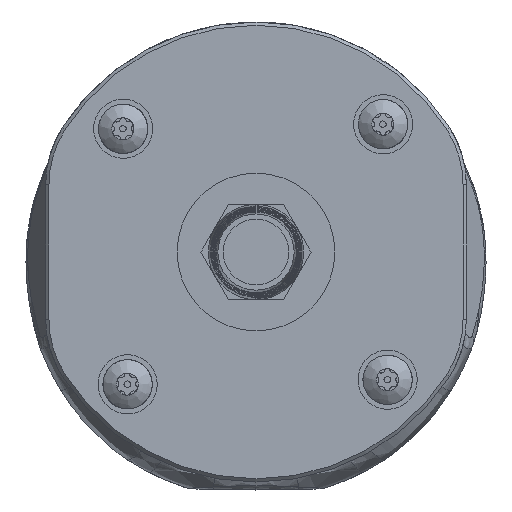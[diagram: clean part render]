
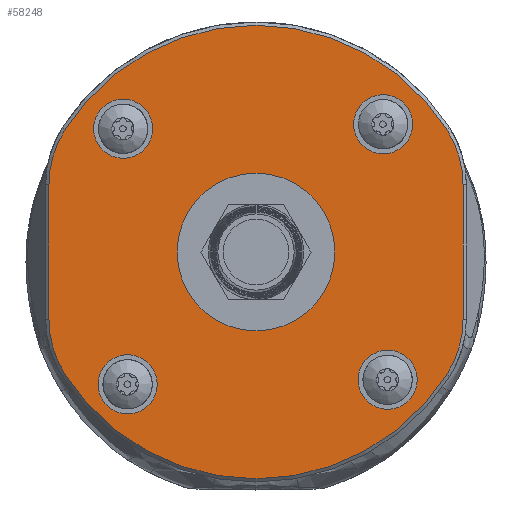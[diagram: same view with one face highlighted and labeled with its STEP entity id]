
A CAD part, front view. The second image highlights one B-rep face of the part: STEP entity #58248.
In plain terms, the highlighted planar face has unit normal (0, -1, 0).
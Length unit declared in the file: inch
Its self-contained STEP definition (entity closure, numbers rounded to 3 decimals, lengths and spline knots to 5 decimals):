
#96 = CARTESIAN_POINT ( 'NONE',  ( -1.1438, -7.33917, -1.87737 ) ) ;
#1245 = FACE_OUTER_BOUND ( 'NONE', #53506, .T. ) ;
#2857 = VERTEX_POINT ( 'NONE', #15323 ) ;
#3412 = AXIS2_PLACEMENT_3D ( 'NONE', #65196, #11491, #28071 ) ;
#3690 = EDGE_CURVE ( 'NONE', #65918, #44111, #50337, .T. ) ;
#3887 = AXIS2_PLACEMENT_3D ( 'NONE', #62601, #63974, #14875 ) ;
#4441 = DIRECTION ( 'NONE',  ( 0., 0., 1. ) ) ;
#5212 = LINE ( 'NONE', #21108, #68169 ) ;
#5325 = ORIENTED_EDGE ( 'NONE', *, *, #36406, .T. ) ;
#5858 = CIRCLE ( 'NONE', #55486, 0.08858 ) ;
#6146 = CARTESIAN_POINT ( 'NONE',  ( 0., -7.33917, -1.14483 ) ) ;
#6337 = AXIS2_PLACEMENT_3D ( 'NONE', #69431, #16054, #48914 ) ;
#6533 = FACE_BOUND ( 'NONE', #45193, .T. ) ;
#6743 = VERTEX_POINT ( 'NONE', #49965 ) ;
#6777 = DIRECTION ( 'NONE',  ( 0., 1., 0. ) ) ;
#7358 = VERTEX_POINT ( 'NONE', #96 ) ;
#7486 = CARTESIAN_POINT ( 'NONE',  ( -0.76181, -7.33917, -0.46785 ) ) ;
#9922 = CARTESIAN_POINT ( 'NONE',  ( -0.76181, -7.33917, -1.99899 ) ) ;
#10265 = VERTEX_POINT ( 'NONE', #68956 ) ;
#10755 = CIRCLE ( 'NONE', #42302, 1.35827 ) ;
#11372 = AXIS2_PLACEMENT_3D ( 'NONE', #41334, #20464, #62901 ) ;
#11491 = DIRECTION ( 'NONE',  ( 0., 1., 0. ) ) ;
#12795 = VERTEX_POINT ( 'NONE', #39982 ) ;
#13611 = ORIENTED_EDGE ( 'NONE', *, *, #21456, .T. ) ;
#13633 = AXIS2_PLACEMENT_3D ( 'NONE', #50051, #27423, #54995 ) ;
#13892 = VERTEX_POINT ( 'NONE', #54682 ) ;
#14875 = DIRECTION ( 'NONE',  ( 0., 0., 1. ) ) ;
#15323 = CARTESIAN_POINT ( 'NONE',  ( 1.24016, -7.33917, -0.74141 ) ) ;
#15385 = CARTESIAN_POINT ( 'NONE',  ( -0.76181, -7.33917, -1.9104 ) ) ;
#16054 = DIRECTION ( 'NONE',  ( 0., 1., 0. ) ) ;
#16229 = EDGE_LOOP ( 'NONE', ( #13611 ) ) ;
#17223 = CIRCLE ( 'NONE', #43129, 0.36417 ) ;
#18438 = EDGE_CURVE ( 'NONE', #39639, #39639, #37300, .T. ) ;
#18572 = AXIS2_PLACEMENT_3D ( 'NONE', #31250, #35850, #67354 ) ;
#19236 = CIRCLE ( 'NONE', #11372, 0.61024 ) ;
#20337 = LINE ( 'NONE', #53203, #57573 ) ;
#20409 = DIRECTION ( 'NONE',  ( 0., 0., -1. ) ) ;
#20464 = DIRECTION ( 'NONE',  ( 0., 1., 0. ) ) ;
#20809 = CIRCLE ( 'NONE', #3887, 0.61024 ) ;
#21108 = CARTESIAN_POINT ( 'NONE',  ( -1.24016, -7.33917, -1.54826 ) ) ;
#21452 = EDGE_CURVE ( 'NONE', #13892, #6743, #65643, .T. ) ;
#21456 = EDGE_CURVE ( 'NONE', #12795, #12795, #5858, .T. ) ;
#26801 = CARTESIAN_POINT ( 'NONE',  ( 0., -7.33917, -1.14483 ) ) ;
#27136 = EDGE_LOOP ( 'NONE', ( #30822 ) ) ;
#27151 = DIRECTION ( 'NONE',  ( 0., 0., -1. ) ) ;
#27423 = DIRECTION ( 'NONE',  ( 0., 1., 0. ) ) ;
#27853 = DIRECTION ( 'NONE',  ( 0., 0., 1. ) ) ;
#28071 = DIRECTION ( 'NONE',  ( 0., 0., 1. ) ) ;
#30179 = CIRCLE ( 'NONE', #61809, 0.08858 ) ;
#30205 = ORIENTED_EDGE ( 'NONE', *, *, #18438, .T. ) ;
#30492 = EDGE_CURVE ( 'NONE', #65918, #2857, #20337, .T. ) ;
#30699 = CARTESIAN_POINT ( 'NONE',  ( 1.24016, -7.33917, -1.54826 ) ) ;
#30774 = DIRECTION ( 'NONE',  ( 0., 0., -1. ) ) ;
#30822 = ORIENTED_EDGE ( 'NONE', *, *, #51721, .T. ) ;
#31122 = CARTESIAN_POINT ( 'NONE',  ( 0.76181, -7.33917, -0.37927 ) ) ;
#31164 = CARTESIAN_POINT ( 'NONE',  ( 1.1438, -7.33917, -1.87737 ) ) ;
#31250 = CARTESIAN_POINT ( 'NONE',  ( -0.62992, -7.33917, -1.54826 ) ) ;
#32472 = EDGE_CURVE ( 'NONE', #6743, #2857, #19236, .T. ) ;
#32659 = FACE_BOUND ( 'NONE', #16229, .T. ) ;
#32978 = ORIENTED_EDGE ( 'NONE', *, *, #46865, .F. ) ;
#33945 = DIRECTION ( 'NONE',  ( 0., 0., -1. ) ) ;
#35850 = DIRECTION ( 'NONE',  ( 0., 1., 0. ) ) ;
#36074 = EDGE_CURVE ( 'NONE', #10265, #10265, #17223, .T. ) ;
#36333 = CARTESIAN_POINT ( 'NONE',  ( -1.24016, -7.33917, -0.74141 ) ) ;
#36406 = EDGE_CURVE ( 'NONE', #57639, #57639, #44306, .T. ) ;
#37300 = CIRCLE ( 'NONE', #13633, 0.08858 ) ;
#38329 = FACE_BOUND ( 'NONE', #46015, .T. ) ;
#39639 = VERTEX_POINT ( 'NONE', #7486 ) ;
#39982 = CARTESIAN_POINT ( 'NONE',  ( 0.76181, -7.33917, -1.99899 ) ) ;
#41334 = CARTESIAN_POINT ( 'NONE',  ( 0.62992, -7.33917, -0.74141 ) ) ;
#41710 = CARTESIAN_POINT ( 'NONE',  ( 0.76181, -7.33917, -0.46785 ) ) ;
#42302 = AXIS2_PLACEMENT_3D ( 'NONE', #6146, #54565, #65166 ) ;
#42363 = DIRECTION ( 'NONE',  ( 0., 1., 0. ) ) ;
#43129 = AXIS2_PLACEMENT_3D ( 'NONE', #61699, #44410, #66319 ) ;
#43307 = ORIENTED_EDGE ( 'NONE', *, *, #43772, .F. ) ;
#43632 = PLANE ( 'NONE',  #3412 ) ;
#43772 = EDGE_CURVE ( 'NONE', #7358, #50960, #58062, .T. ) ;
#44111 = VERTEX_POINT ( 'NONE', #31164 ) ;
#44306 = CIRCLE ( 'NONE', #64571, 0.08858 ) ;
#44410 = DIRECTION ( 'NONE',  ( 0., 1., 0. ) ) ;
#44809 = ORIENTED_EDGE ( 'NONE', *, *, #3690, .F. ) ;
#45193 = EDGE_LOOP ( 'NONE', ( #5325 ) ) ;
#46015 = EDGE_LOOP ( 'NONE', ( #30205 ) ) ;
#46049 = EDGE_CURVE ( 'NONE', #65965, #50960, #5212, .T. ) ;
#46865 = EDGE_CURVE ( 'NONE', #65965, #13892, #20809, .T. ) ;
#47856 = ORIENTED_EDGE ( 'NONE', *, *, #46049, .T. ) ;
#48489 = EDGE_CURVE ( 'NONE', #44111, #7358, #10755, .T. ) ;
#48914 = DIRECTION ( 'NONE',  ( 0., 0., 1. ) ) ;
#48954 = FACE_BOUND ( 'NONE', #56987, .T. ) ;
#49533 = ORIENTED_EDGE ( 'NONE', *, *, #32472, .F. ) ;
#49965 = CARTESIAN_POINT ( 'NONE',  ( 1.1438, -7.33917, -0.4123 ) ) ;
#50051 = CARTESIAN_POINT ( 'NONE',  ( -0.76181, -7.33917, -0.37927 ) ) ;
#50337 = CIRCLE ( 'NONE', #6337, 0.61024 ) ;
#50960 = VERTEX_POINT ( 'NONE', #68100 ) ;
#51721 = EDGE_CURVE ( 'NONE', #68604, #68604, #30179, .T. ) ;
#52705 = DIRECTION ( 'NONE',  ( 0., 1., 0. ) ) ;
#53203 = CARTESIAN_POINT ( 'NONE',  ( 1.24016, -7.33917, -0.74141 ) ) ;
#53330 = DIRECTION ( 'NONE',  ( 0., 1., 0. ) ) ;
#53506 = EDGE_LOOP ( 'NONE', ( #44809, #57139, #49533, #60227, #32978, #47856, #43307, #66028 ) ) ;
#54565 = DIRECTION ( 'NONE',  ( 0., 1., 0. ) ) ;
#54682 = CARTESIAN_POINT ( 'NONE',  ( -1.1438, -7.33917, -0.4123 ) ) ;
#54995 = DIRECTION ( 'NONE',  ( 0., 0., -1. ) ) ;
#55244 = ORIENTED_EDGE ( 'NONE', *, *, #36074, .T. ) ;
#55292 = FACE_BOUND ( 'NONE', #27136, .T. ) ;
#55486 = AXIS2_PLACEMENT_3D ( 'NONE', #69948, #42363, #27151 ) ;
#56987 = EDGE_LOOP ( 'NONE', ( #55244 ) ) ;
#57139 = ORIENTED_EDGE ( 'NONE', *, *, #30492, .T. ) ;
#57573 = VECTOR ( 'NONE', #4441, 39.37008 ) ;
#57639 = VERTEX_POINT ( 'NONE', #9922 ) ;
#58062 = CIRCLE ( 'NONE', #18572, 0.61024 ) ;
#58248 = ADVANCED_FACE ( 'NONE', ( #48954, #38329, #55292, #32659, #6533, #1245 ), #43632, .F. ) ;
#60227 = ORIENTED_EDGE ( 'NONE', *, *, #21452, .F. ) ;
#61699 = CARTESIAN_POINT ( 'NONE',  ( 0., -7.33917, -1.14483 ) ) ;
#61809 = AXIS2_PLACEMENT_3D ( 'NONE', #31122, #52705, #30774 ) ;
#62601 = CARTESIAN_POINT ( 'NONE',  ( -0.62992, -7.33917, -0.74141 ) ) ;
#62901 = DIRECTION ( 'NONE',  ( 0., 0., 1. ) ) ;
#63974 = DIRECTION ( 'NONE',  ( 0., 1., 0. ) ) ;
#64571 = AXIS2_PLACEMENT_3D ( 'NONE', #15385, #6777, #33945 ) ;
#65166 = DIRECTION ( 'NONE',  ( 0., 0., 1. ) ) ;
#65196 = CARTESIAN_POINT ( 'NONE',  ( 0., -7.33917, -1.14483 ) ) ;
#65643 = CIRCLE ( 'NONE', #67909, 1.35827 ) ;
#65918 = VERTEX_POINT ( 'NONE', #30699 ) ;
#65965 = VERTEX_POINT ( 'NONE', #36333 ) ;
#66028 = ORIENTED_EDGE ( 'NONE', *, *, #48489, .F. ) ;
#66319 = DIRECTION ( 'NONE',  ( 0., 0., -1. ) ) ;
#67354 = DIRECTION ( 'NONE',  ( -1., 0., 0. ) ) ;
#67909 = AXIS2_PLACEMENT_3D ( 'NONE', #26801, #53330, #27853 ) ;
#68100 = CARTESIAN_POINT ( 'NONE',  ( -1.24016, -7.33917, -1.54826 ) ) ;
#68169 = VECTOR ( 'NONE', #20409, 39.37008 ) ;
#68604 = VERTEX_POINT ( 'NONE', #41710 ) ;
#68956 = CARTESIAN_POINT ( 'NONE',  ( 0., -7.33917, -1.50901 ) ) ;
#69431 = CARTESIAN_POINT ( 'NONE',  ( 0.62992, -7.33917, -1.54826 ) ) ;
#69948 = CARTESIAN_POINT ( 'NONE',  ( 0.76181, -7.33917, -1.9104 ) ) ;
